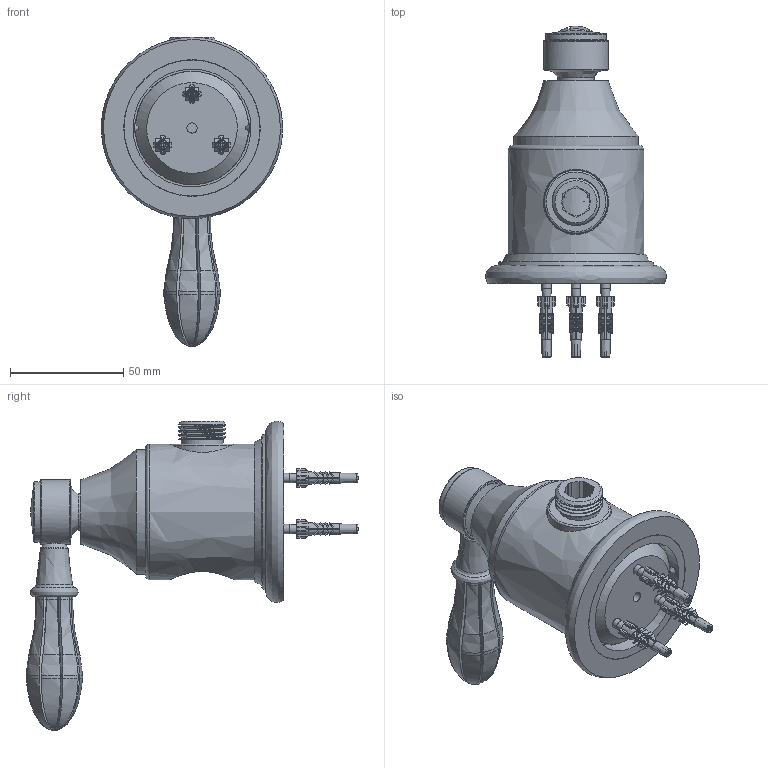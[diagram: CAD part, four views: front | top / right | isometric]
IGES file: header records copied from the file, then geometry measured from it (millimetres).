
Global section: file name: V222-TGB; native system: Autodesk Inventor 2018; preprocessor: unknown; author: gwilkes; date: 20190708.154020; units: millimetre
Bounding box: 79.96 x 146.52 x 136.5 mm (x, y, z)
Volume: 231420.8 mm3; surface area: 93671.5 mm2
Topology: 33 solids, 33 shells, 1632 faces, 4726 edges, 3163 vertices
Faces by surface type: bspline 1632
